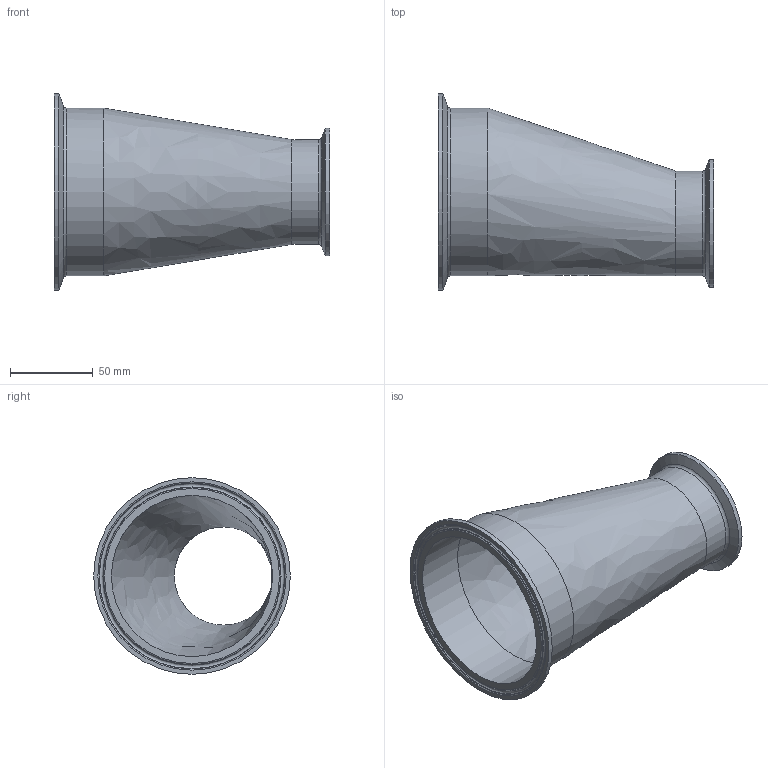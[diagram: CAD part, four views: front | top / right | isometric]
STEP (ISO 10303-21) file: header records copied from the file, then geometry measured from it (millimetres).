
FILE_DESCRIPTION(/* description */ (''),/* implementation_level */ '2;1');
FILE_NAME(/* name */ '32-14MD 40×25.stp',/* time_stamp */ '2022-04-11T11:53:04+09:00',/* author */ ('3dcad-eng'),/* organization */ (''),/* preprocessor_version */ 'ST-DEVELOPER v18.1',/* originating_system */ 'Autodesk Inventor 2022',/* authorisation */ '');
FILE_SCHEMA (('AUTOMOTIVE_DESIGN { 1 0 10303 214 3 1 1 }'));
Length unit declared in the file: millimetre
Products named in the file (1): 32-14MD 40×25
Bounding box: 167 x 119 x 119 mm (x, y, z)
Volume: 103126 mm3; surface area: 96409.8 mm2
Topology: 1 solids, 1 shells, 26 faces, 68 edges, 46 vertices
Faces by surface type: torus 8, cone 6, cylinder 6, plane 4, bspline 2
Full cylindrical faces by diameter (mm): 59.5 x1, 63.5 x1, 77.5 x1, 97.6 x1, 101.6 x1, 119 x1
Entity records: 911 total; most frequent: CARTESIAN_POINT 177, DIRECTION 170, ORIENTED_EDGE 136, AXIS2_PLACEMENT_3D 79, EDGE_CURVE 68, CIRCLE 54, VERTEX_POINT 46, EDGE_LOOP 30
